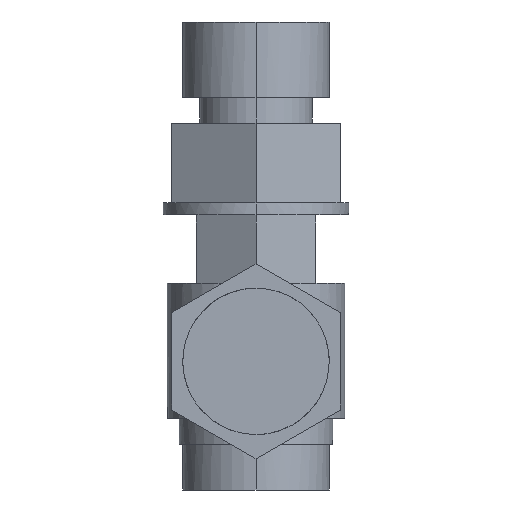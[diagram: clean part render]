
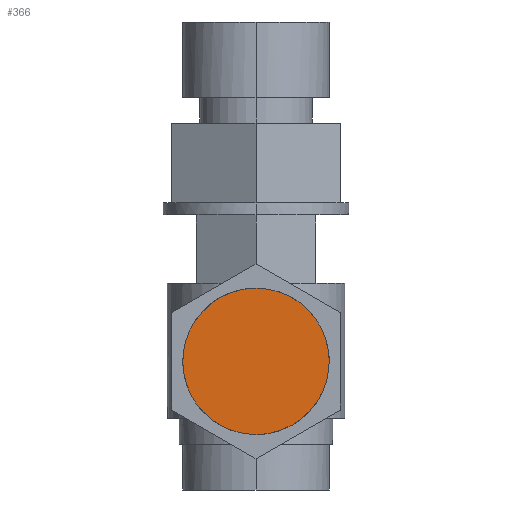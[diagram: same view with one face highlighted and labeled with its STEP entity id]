
A CAD part, left-side view. The second image highlights one B-rep face of the part: STEP entity #366.
In plain terms, the highlighted planar face has unit normal (-1, 0, 0).
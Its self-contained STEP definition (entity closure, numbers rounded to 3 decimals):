
#339=CARTESIAN_POINT('Axis2P3D Location',(293.15,32.13,0.)) ;
#345=CARTESIAN_POINT('Control Point',(293.15,32.13,-16.5)) ;
#346=CARTESIAN_POINT('Control Point',(293.15,48.63,-16.5)) ;
#347=CARTESIAN_POINT('Control Point',(293.15,48.63,0.)) ;
#348=CARTESIAN_POINT('Control Point',(293.15,48.63,16.5)) ;
#349=CARTESIAN_POINT('Control Point',(293.15,32.13,16.5)) ;
#350=CARTESIAN_POINT('Vertex',(293.15,32.13,-16.5)) ;
#352=CARTESIAN_POINT('Vertex',(293.15,32.13,16.5)) ;
#356=CARTESIAN_POINT('Control Point',(293.15,32.13,16.5)) ;
#357=CARTESIAN_POINT('Control Point',(293.15,15.63,16.5)) ;
#358=CARTESIAN_POINT('Control Point',(293.15,15.63,0.)) ;
#359=CARTESIAN_POINT('Control Point',(293.15,15.63,-16.5)) ;
#360=CARTESIAN_POINT('Control Point',(293.15,32.13,-16.5)) ;
#340=DIRECTION('Axis2P3D Direction',(-1.,0.,0.)) ;
#341=DIRECTION('Axis2P3D XDirection',(0.,0.,1.)) ;
#342=AXIS2_PLACEMENT_3D('Plane Axis2P3D',#339,#340,#341) ;
#343=PLANE('',#342) ;
#354=EDGE_CURVE('',#351,#353,#344,.T.) ;
#361=EDGE_CURVE('',#353,#351,#355,.T.) ;
#363=ORIENTED_EDGE('',*,*,#354,.F.) ;
#364=ORIENTED_EDGE('',*,*,#361,.F.) ;
#362=EDGE_LOOP('',(#363,#364)) ;
#351=VERTEX_POINT('',#350) ;
#353=VERTEX_POINT('',#352) ;
#366=ADVANCED_FACE('Solid1',(#365),#343,.T.) ;
#365=FACE_OUTER_BOUND('',#362,.T.) ;
#344=(BOUNDED_CURVE()B_SPLINE_CURVE(2,(#345,#346,#347,#348,#349),.UNSPECIFIED.,.F.,.U.)B_SPLINE_CURVE_WITH_KNOTS((3,2,3),(0.,33.,66.),.UNSPECIFIED.)CURVE()GEOMETRIC_REPRESENTATION_ITEM()RATIONAL_B_SPLINE_CURVE((1.,0.707,1.,0.707,1.))REPRESENTATION_ITEM('')) ;
#355=(BOUNDED_CURVE()B_SPLINE_CURVE(2,(#356,#357,#358,#359,#360),.UNSPECIFIED.,.F.,.U.)B_SPLINE_CURVE_WITH_KNOTS((3,2,3),(0.,33.,66.),.UNSPECIFIED.)CURVE()GEOMETRIC_REPRESENTATION_ITEM()RATIONAL_B_SPLINE_CURVE((1.,0.707,1.,0.707,1.))REPRESENTATION_ITEM('')) ;
